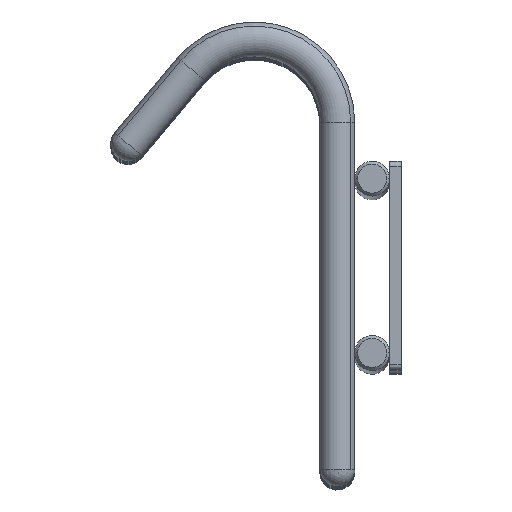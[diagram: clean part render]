
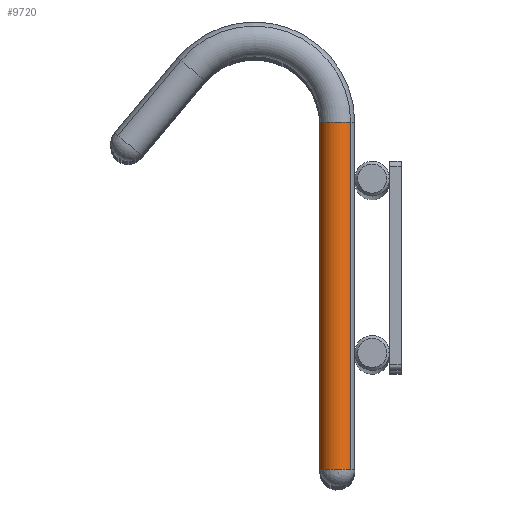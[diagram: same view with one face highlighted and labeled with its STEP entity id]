
A CAD part, top view. The second image highlights one B-rep face of the part: STEP entity #9720.
In plain terms, the highlighted cylindrical face has radius 3 mm (diameter 6 mm), a partial arc.
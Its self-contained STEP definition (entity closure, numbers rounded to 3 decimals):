
#9230=CARTESIAN_POINT('',(-6.,39.749,-60.));
#9240=DIRECTION('',(0.,1.,0.));
#9250=DIRECTION('',(-0.766,0.,
-0.643));
#9260=AXIS2_PLACEMENT_3D('',#9230,#9240,#9250);
#9270=CYLINDRICAL_SURFACE('',#9260,3.);
#9280=CARTESIAN_POINT('',(-8.298,39.749,
-61.928));
#9290=DIRECTION('',(0.,1.,0.));
#9300=VECTOR('',#9290,1.);
#9310=LINE('',#9280,#9300);
#9320=CARTESIAN_POINT('',(-8.298,-20.,-61.928));
#9330=VERTEX_POINT('',#9320);
#9340=CARTESIAN_POINT('',(-8.298,39.749,
-61.928));
#9350=VERTEX_POINT('',#9340);
#9360=EDGE_CURVE('',#9330,#9350,#9310,.T.);
#9370=ORIENTED_EDGE('',*,*,#9360,.F.);
#9380=CARTESIAN_POINT('',(-6.,39.749,-60.));
#9390=DIRECTION('',(0.,-1.,0.));
#9400=DIRECTION('',(-0.766,0.,
-0.643));
#9410=AXIS2_PLACEMENT_3D('',#9380,#9390,#9400);
#9420=CIRCLE('',#9410,3.);
#9430=CARTESIAN_POINT('',(-6.,39.749,-57.));
#9440=VERTEX_POINT('',#9430);
#9450=EDGE_CURVE('',#9440,#9350,#9420,.T.);
#9460=ORIENTED_EDGE('',*,*,#9450,.T.);
#9470=CARTESIAN_POINT('',(-3.702,39.749,
-58.072));
#9480=VERTEX_POINT('',#9470);
#9490=EDGE_CURVE('',#9480,#9440,#9420,.T.);
#9500=ORIENTED_EDGE('',*,*,#9490,.T.);
#9510=CARTESIAN_POINT('',(-3.702,39.749,
-58.072));
#9520=DIRECTION('',(0.,1.,0.));
#9530=VECTOR('',#9520,1.);
#9540=LINE('',#9510,#9530);
#9550=CARTESIAN_POINT('',(-3.702,-20.,-58.072));
#9560=VERTEX_POINT('',#9550);
#9570=EDGE_CURVE('',#9560,#9480,#9540,.T.);
#9580=ORIENTED_EDGE('',*,*,#9570,.T.);
#9590=CARTESIAN_POINT('',(-6.,-20.,-60.));
#9600=DIRECTION('',(0.,1.,0.));
#9610=DIRECTION('',(0.,0.,-1.));
#9620=AXIS2_PLACEMENT_3D('',#9590,#9600,#9610);
#9630=CIRCLE('',#9620,3.);
#9640=CARTESIAN_POINT('',(-9.,-20.,-60.));
#9650=VERTEX_POINT('',#9640);
#9660=EDGE_CURVE('',#9650,#9560,#9630,.T.);
#9670=ORIENTED_EDGE('',*,*,#9660,.T.);
#9680=EDGE_CURVE('',#9330,#9650,#9630,.T.);
#9690=ORIENTED_EDGE('',*,*,#9680,.T.);
#9700=EDGE_LOOP('',(#9690,#9670,#9580,#9500,#9460,#9370));
#9710=FACE_OUTER_BOUND('',#9700,.T.);
#9720=ADVANCED_FACE('',(#9710),#9270,.T.);
